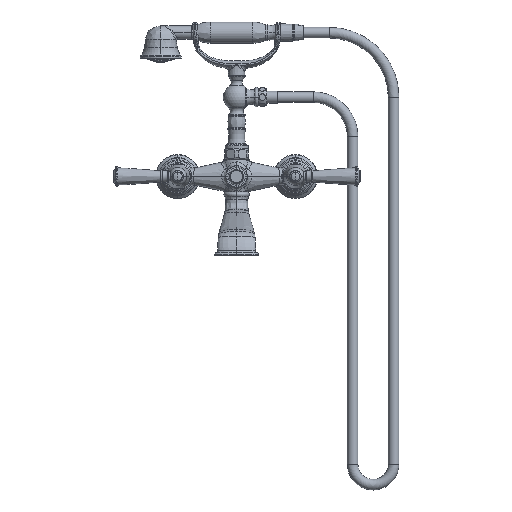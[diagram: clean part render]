
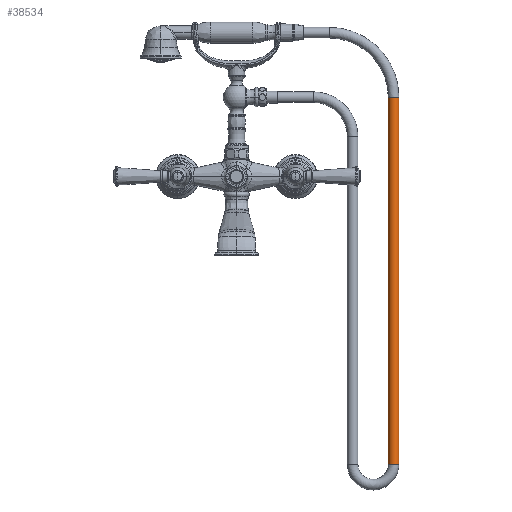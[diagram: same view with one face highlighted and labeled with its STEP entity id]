
A CAD part, top view. The second image highlights one B-rep face of the part: STEP entity #38534.
In plain terms, the highlighted cylindrical face has radius 6.858 mm (diameter 13.716 mm), a partial arc.
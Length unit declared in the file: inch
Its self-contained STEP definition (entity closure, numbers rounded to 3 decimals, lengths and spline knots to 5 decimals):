
#13723=DIRECTION('',(0.,-1.,0.));
#13724=VECTOR('',#13723,18.713);
#13725=CARTESIAN_POINT('',(7.73343,4.04827,0.));
#13726=LINE('',#13725,#13724);
#13727=CARTESIAN_POINT('',(8.00343,4.04827,0.));
#13728=DIRECTION('',(0.,-1.,0.));
#13729=DIRECTION('',(1.,0.,0.));
#13730=AXIS2_PLACEMENT_3D('',#13727,#13728,#13729);
#13732=DIRECTION('',(0.,-1.,0.));
#13733=VECTOR('',#13732,18.713);
#13734=CARTESIAN_POINT('',(8.27343,4.04827,0.));
#13735=LINE('',#13734,#13733);
#13736=CARTESIAN_POINT('',(8.00343,-14.66473,0.));
#13737=DIRECTION('',(0.,-1.,0.));
#13738=DIRECTION('',(1.,0.,0.));
#13739=AXIS2_PLACEMENT_3D('',#13736,#13737,#13738);
#15311=CARTESIAN_POINT('',(7.73343,4.04827,0.));
#15312=CARTESIAN_POINT('',(8.27343,4.04827,0.));
#15313=VERTEX_POINT('',#15311);
#15314=VERTEX_POINT('',#15312);
#15315=CARTESIAN_POINT('',(7.73343,-14.66473,0.));
#15316=VERTEX_POINT('',#15315);
#15317=CARTESIAN_POINT('',(8.27343,-14.66473,0.));
#15318=VERTEX_POINT('',#15317);
#38522=CARTESIAN_POINT('',(8.00343,4.04827,0.));
#38523=DIRECTION('',(0.,-1.,0.));
#38524=DIRECTION('',(-1.,0.,0.));
#38525=AXIS2_PLACEMENT_3D('',#38522,#38523,#38524);
#38526=CYLINDRICAL_SURFACE('',#38525,0.27);
#38527=ORIENTED_EDGE('',*,*,#38487,.F.);
#38528=ORIENTED_EDGE('',*,*,#38517,.T.);
#38530=ORIENTED_EDGE('',*,*,#38529,.T.);
#38531=ORIENTED_EDGE('',*,*,#38513,.F.);
#38532=EDGE_LOOP('',(#38527,#38528,#38530,#38531));
#38533=FACE_OUTER_BOUND('',#38532,.F.);
#38534=ADVANCED_FACE('',(#38533),#38526,.T.);
#13731=CIRCLE('',#13730,0.27);
#13740=CIRCLE('',#13739,0.27);
#38487=EDGE_CURVE('',#15314,#15313,#13731,.T.);
#38513=EDGE_CURVE('',#15313,#15316,#13726,.T.);
#38517=EDGE_CURVE('',#15314,#15318,#13735,.T.);
#38529=EDGE_CURVE('',#15318,#15316,#13740,.T.);
